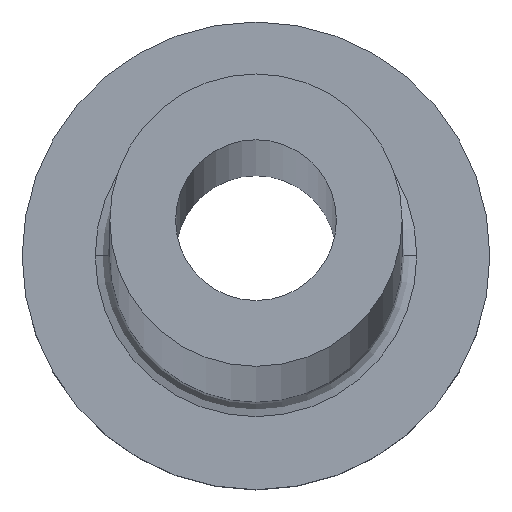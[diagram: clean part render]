
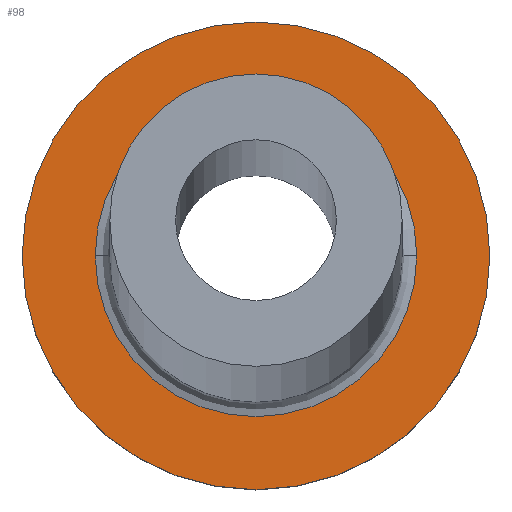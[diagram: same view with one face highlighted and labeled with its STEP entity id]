
A CAD part, top view. The second image highlights one B-rep face of the part: STEP entity #98.
In plain terms, the highlighted planar face has unit normal (0, 0, 1).
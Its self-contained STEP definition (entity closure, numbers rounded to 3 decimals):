
#3 = CARTESIAN_POINT ( 'NONE',  ( -5.5, 0., 5. ) ) ;
#8 = VERTEX_POINT ( 'NONE', #253 ) ;
#15 = AXIS2_PLACEMENT_3D ( 'NONE', #72, #378, #316 ) ;
#18 = FACE_BOUND ( 'NONE', #333, .T. ) ;
#25 = CARTESIAN_POINT ( 'NONE',  ( 0., 0., 5. ) ) ;
#28 = DIRECTION ( 'NONE',  ( 1., 0., 0. ) ) ;
#41 = CIRCLE ( 'NONE', #332, 5.5 ) ;
#44 = CARTESIAN_POINT ( 'NONE',  ( 0., 0., 5. ) ) ;
#53 = CARTESIAN_POINT ( 'NONE',  ( 5.5, 0., 5. ) ) ;
#57 = EDGE_CURVE ( 'NONE', #155, #363, #232, .T. ) ;
#61 = EDGE_CURVE ( 'NONE', #336, #8, #172, .T. ) ;
#62 = ORIENTED_EDGE ( 'NONE', *, *, #57, .T. ) ;
#67 = EDGE_LOOP ( 'NONE', ( #96, #131 ) ) ;
#72 = CARTESIAN_POINT ( 'NONE',  ( 0., 0., 5. ) ) ;
#83 = CARTESIAN_POINT ( 'NONE',  ( 0., 0., 5. ) ) ;
#96 = ORIENTED_EDGE ( 'NONE', *, *, #280, .T. ) ;
#98 = ADVANCED_FACE ( 'NONE', ( #18, #191 ), #160, .T. ) ;
#99 = DIRECTION ( 'NONE',  ( 1., 0., 0. ) ) ;
#131 = ORIENTED_EDGE ( 'NONE', *, *, #61, .T. ) ;
#155 = VERTEX_POINT ( 'NONE', #3 ) ;
#156 = DIRECTION ( 'NONE',  ( 0., 0., 1. ) ) ;
#160 = PLANE ( 'NONE',  #188 ) ;
#162 = CARTESIAN_POINT ( 'NONE',  ( 8., 0., 5. ) ) ;
#165 = EDGE_CURVE ( 'NONE', #363, #155, #41, .T. ) ;
#172 = CIRCLE ( 'NONE', #214, 8. ) ;
#188 = AXIS2_PLACEMENT_3D ( 'NONE', #44, #156, #368 ) ;
#191 = FACE_OUTER_BOUND ( 'NONE', #67, .T. ) ;
#200 = CARTESIAN_POINT ( 'NONE',  ( 0., 0., 5. ) ) ;
#214 = AXIS2_PLACEMENT_3D ( 'NONE', #25, #348, #254 ) ;
#215 = ORIENTED_EDGE ( 'NONE', *, *, #165, .T. ) ;
#232 = CIRCLE ( 'NONE', #343, 5.5 ) ;
#253 = CARTESIAN_POINT ( 'NONE',  ( -8., 0., 5. ) ) ;
#254 = DIRECTION ( 'NONE',  ( 1., 0., 0. ) ) ;
#280 = EDGE_CURVE ( 'NONE', #8, #336, #366, .T. ) ;
#295 = DIRECTION ( 'NONE',  ( 0., 0., -1. ) ) ;
#316 = DIRECTION ( 'NONE',  ( 1., 0., 0. ) ) ;
#332 = AXIS2_PLACEMENT_3D ( 'NONE', #83, #295, #28 ) ;
#333 = EDGE_LOOP ( 'NONE', ( #215, #62 ) ) ;
#336 = VERTEX_POINT ( 'NONE', #162 ) ;
#343 = AXIS2_PLACEMENT_3D ( 'NONE', #200, #374, #99 ) ;
#348 = DIRECTION ( 'NONE',  ( 0., 0., 1. ) ) ;
#363 = VERTEX_POINT ( 'NONE', #53 ) ;
#366 = CIRCLE ( 'NONE', #15, 8. ) ;
#368 = DIRECTION ( 'NONE',  ( 1., 0., 0. ) ) ;
#374 = DIRECTION ( 'NONE',  ( 0., 0., -1. ) ) ;
#378 = DIRECTION ( 'NONE',  ( 0., 0., 1. ) ) ;
